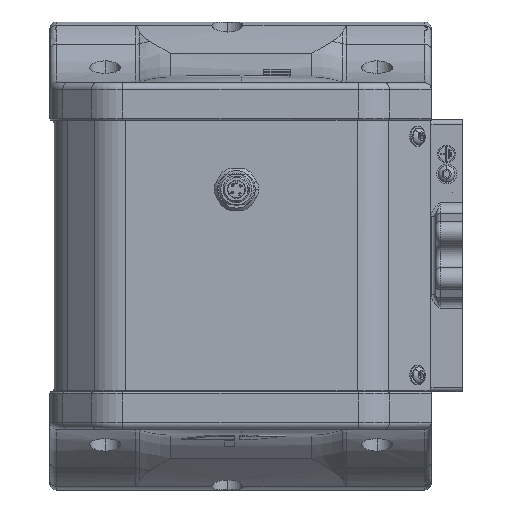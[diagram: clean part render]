
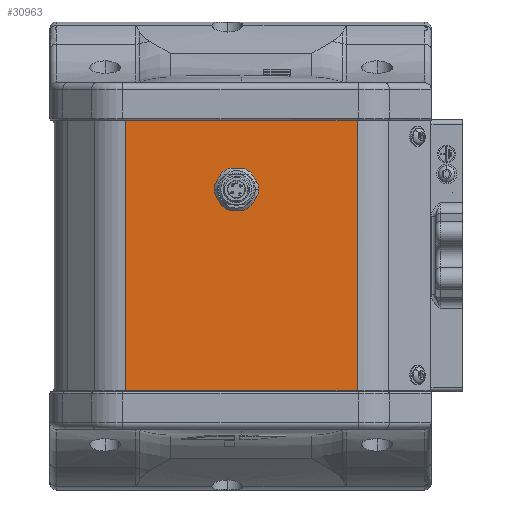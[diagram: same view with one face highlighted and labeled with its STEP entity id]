
A CAD part, left-side view. The second image highlights one B-rep face of the part: STEP entity #30963.
In plain terms, the highlighted planar face has unit normal (-1, 0, 0).
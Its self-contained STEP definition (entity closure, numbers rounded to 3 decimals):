
#28 = LINE ( 'NONE', #72139, #64769 ) ;
#1071 = AXIS2_PLACEMENT_3D ( 'NONE', #25181, #2112, #58530 ) ;
#2112 = DIRECTION ( 'NONE',  ( 1., 0., 0. ) ) ;
#3327 = VECTOR ( 'NONE', #69006, 1000. ) ;
#3612 = VERTEX_POINT ( 'NONE', #28867 ) ;
#4947 = ORIENTED_EDGE ( 'NONE', *, *, #39409, .T. ) ;
#6626 = VERTEX_POINT ( 'NONE', #51066 ) ;
#10498 = ORIENTED_EDGE ( 'NONE', *, *, #24155, .T. ) ;
#13309 = EDGE_CURVE ( 'NONE', #54001, #65007, #23697, .T. ) ;
#13601 = CARTESIAN_POINT ( 'NONE',  ( -85.5, -52.467, -68.4 ) ) ;
#15066 = LINE ( 'NONE', #13601, #35672 ) ;
#16126 = AXIS2_PLACEMENT_3D ( 'NONE', #67127, #64071, #58457 ) ;
#18246 = EDGE_LOOP ( 'NONE', ( #10498, #57541 ) ) ;
#18929 = CIRCLE ( 'NONE', #1071, 9.25 ) ;
#19293 = ORIENTED_EDGE ( 'NONE', *, *, #24238, .F. ) ;
#21997 = EDGE_LOOP ( 'NONE', ( #34361, #19293, #60819, #4947 ) ) ;
#22108 = EDGE_CURVE ( 'NONE', #31915, #6626, #28, .T. ) ;
#22181 = VERTEX_POINT ( 'NONE', #61648 ) ;
#23697 = CIRCLE ( 'NONE', #40191, 9.25 ) ;
#24155 = EDGE_CURVE ( 'NONE', #65007, #54001, #18929, .T. ) ;
#24238 = EDGE_CURVE ( 'NONE', #3612, #6626, #30704, .T. ) ;
#25181 = CARTESIAN_POINT ( 'NONE',  ( -85.5, 2.111, 22.8 ) ) ;
#27114 = CARTESIAN_POINT ( 'NONE',  ( -85.5, 11.361, 22.8 ) ) ;
#27375 = PLANE ( 'NONE',  #16126 ) ;
#27636 = DIRECTION ( 'NONE',  ( 1., 0., 0. ) ) ;
#28867 = CARTESIAN_POINT ( 'NONE',  ( -85.5, 52.358, -68.4 ) ) ;
#30704 = LINE ( 'NONE', #59650, #44814 ) ;
#30963 = ADVANCED_FACE ( 'NONE', ( #39129, #39873 ), #27375, .F. ) ;
#31915 = VERTEX_POINT ( 'NONE', #54382 ) ;
#34361 = ORIENTED_EDGE ( 'NONE', *, *, #22108, .T. ) ;
#34750 = CARTESIAN_POINT ( 'NONE',  ( -85.5, -52.467, -68.4 ) ) ;
#35672 = VECTOR ( 'NONE', #36180, 1000. ) ;
#36180 = DIRECTION ( 'NONE',  ( 0., 1., 0. ) ) ;
#36235 = DIRECTION ( 'NONE',  ( 0., 0., 1. ) ) ;
#39129 = FACE_BOUND ( 'NONE', #18246, .T. ) ;
#39409 = EDGE_CURVE ( 'NONE', #22181, #31915, #40281, .T. ) ;
#39873 = FACE_OUTER_BOUND ( 'NONE', #21997, .T. ) ;
#40191 = AXIS2_PLACEMENT_3D ( 'NONE', #68112, #27636, #44651 ) ;
#40281 = LINE ( 'NONE', #34750, #3327 ) ;
#44651 = DIRECTION ( 'NONE',  ( 0., 1., 0. ) ) ;
#44814 = VECTOR ( 'NONE', #36235, 1000. ) ;
#50475 = DIRECTION ( 'NONE',  ( 0., 1., 0. ) ) ;
#51066 = CARTESIAN_POINT ( 'NONE',  ( -85.5, 52.358, 54. ) ) ;
#54001 = VERTEX_POINT ( 'NONE', #67055 ) ;
#54382 = CARTESIAN_POINT ( 'NONE',  ( -85.5, -52.467, 54. ) ) ;
#57541 = ORIENTED_EDGE ( 'NONE', *, *, #13309, .T. ) ;
#58457 = DIRECTION ( 'NONE',  ( 0., -1., 0. ) ) ;
#58530 = DIRECTION ( 'NONE',  ( 0., 1., 0. ) ) ;
#59650 = CARTESIAN_POINT ( 'NONE',  ( -85.5, 52.358, -68.4 ) ) ;
#60819 = ORIENTED_EDGE ( 'NONE', *, *, #65328, .F. ) ;
#61648 = CARTESIAN_POINT ( 'NONE',  ( -85.5, -52.467, -68.4 ) ) ;
#64071 = DIRECTION ( 'NONE',  ( 1., 0., 0. ) ) ;
#64769 = VECTOR ( 'NONE', #50475, 1000. ) ;
#65007 = VERTEX_POINT ( 'NONE', #27114 ) ;
#65328 = EDGE_CURVE ( 'NONE', #22181, #3612, #15066, .T. ) ;
#67055 = CARTESIAN_POINT ( 'NONE',  ( -85.5, -7.139, 22.8 ) ) ;
#67127 = CARTESIAN_POINT ( 'NONE',  ( -85.5, -52.467, -68.4 ) ) ;
#68112 = CARTESIAN_POINT ( 'NONE',  ( -85.5, 2.111, 22.8 ) ) ;
#69006 = DIRECTION ( 'NONE',  ( 0., 0., 1. ) ) ;
#72139 = CARTESIAN_POINT ( 'NONE',  ( -85.5, -52.467, 54. ) ) ;
